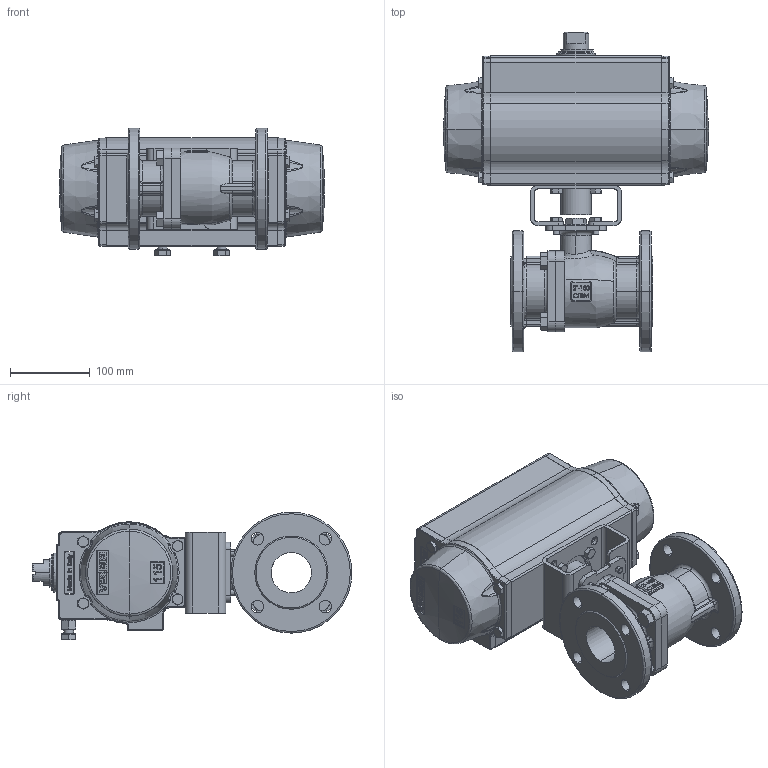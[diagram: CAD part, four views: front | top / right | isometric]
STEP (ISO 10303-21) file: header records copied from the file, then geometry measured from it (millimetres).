
FILE_DESCRIPTION (( 'STEP AP203' ), '1' );
FILE_NAME ('2000F-200_UT-3.5.STEP', '2017-12-14T19:50:43', ( '' ), ( '' ), 'SwSTEP 2.0', 'SolidWorks 2014', '' );
FILE_SCHEMA (( 'CONFIG_CONTROL_DESIGN' ));
Length unit declared in the file: inch
Products named in the file (1): 2000F-200_UT-3.5
Bounding box: 333.18 x 401.75 x 160.45 mm (x, y, z)
Surface area: 445766.8 mm2 (no closed solid volume)
Topology: 0 solids, 49 shells, 1358 faces, 4525 edges, 3094 vertices
Faces by surface type: plane 496, bspline 288, cylinder 277, cone 221, sphere 40, torus 36
Entity records: 73586 total; most frequent: CARTESIAN_POINT 37644, ORIENTED_EDGE 7263, DIRECTION 6734, EDGE_CURVE 4495, VERTEX_POINT 3094, AXIS2_PLACEMENT_3D 2514, LINE 1706, VECTOR 1706
